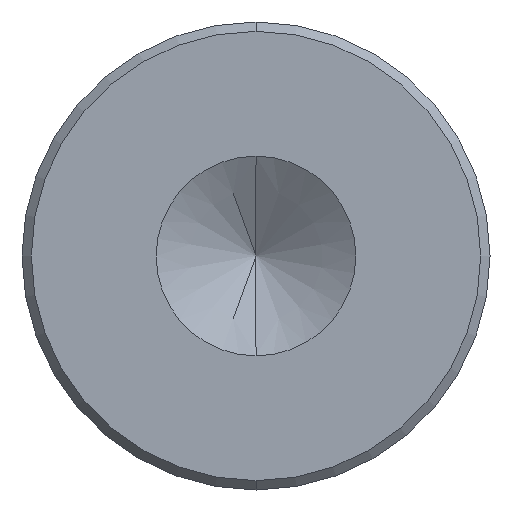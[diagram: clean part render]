
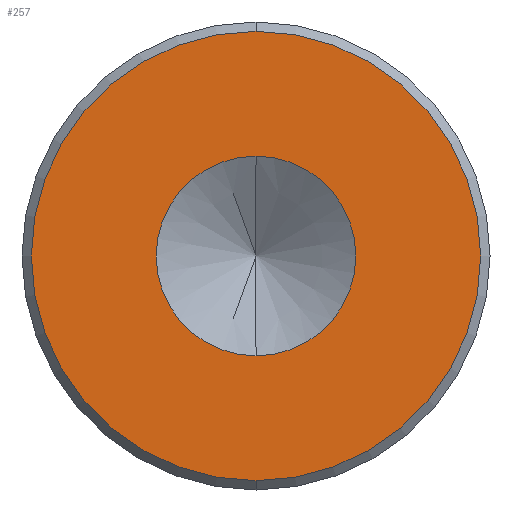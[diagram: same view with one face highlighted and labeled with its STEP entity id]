
A CAD part, front view. The second image highlights one B-rep face of the part: STEP entity #257.
In plain terms, the highlighted planar face has unit normal (0, -1, 0).
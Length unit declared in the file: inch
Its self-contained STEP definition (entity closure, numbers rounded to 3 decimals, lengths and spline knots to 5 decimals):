
#7 = EDGE_CURVE ( 'NONE', #360, #112, #334, .T. ) ;
#16 = EDGE_CURVE ( 'NONE', #380, #174, #307, .T. ) ;
#22 = AXIS2_PLACEMENT_3D ( 'NONE', #276, #270, #267 ) ;
#24 = FACE_OUTER_BOUND ( 'NONE', #463, .T. ) ;
#29 = FACE_BOUND ( 'NONE', #440, .T. ) ;
#37 = CIRCLE ( 'NONE', #22, 0.11985 ) ;
#55 = ORIENTED_EDGE ( 'NONE', *, *, #124, .F. ) ;
#73 = CARTESIAN_POINT ( 'NONE',  ( 0., 0., -0.05325 ) ) ;
#76 = DIRECTION ( 'NONE',  ( 0., -1., 0. ) ) ;
#87 = CARTESIAN_POINT ( 'NONE',  ( 0., 0., 0.11985 ) ) ;
#97 = CARTESIAN_POINT ( 'NONE',  ( 0., 0., 0. ) ) ;
#112 = VERTEX_POINT ( 'NONE', #379 ) ;
#124 = EDGE_CURVE ( 'NONE', #112, #360, #231, .T. ) ;
#174 = VERTEX_POINT ( 'NONE', #301 ) ;
#186 = AXIS2_PLACEMENT_3D ( 'NONE', #214, #204, #200 ) ;
#200 = DIRECTION ( 'NONE',  ( 0., 0., 1. ) ) ;
#201 = EDGE_CURVE ( 'NONE', #174, #380, #37, .T. ) ;
#204 = DIRECTION ( 'NONE',  ( 0., 1., 0. ) ) ;
#211 = DIRECTION ( 'NONE',  ( 0., -1., 0. ) ) ;
#214 = CARTESIAN_POINT ( 'NONE',  ( 0., 0., 0. ) ) ;
#231 = CIRCLE ( 'NONE', #378, 0.05325 ) ;
#234 = ORIENTED_EDGE ( 'NONE', *, *, #201, .T. ) ;
#248 = DIRECTION ( 'NONE',  ( 0., 0., -1. ) ) ;
#252 = PLANE ( 'NONE',  #186 ) ;
#257 = ADVANCED_FACE ( 'NONE', ( #29, #24 ), #252, .F. ) ;
#267 = DIRECTION ( 'NONE',  ( 0., 0., 1. ) ) ;
#270 = DIRECTION ( 'NONE',  ( 0., -1., 0. ) ) ;
#276 = CARTESIAN_POINT ( 'NONE',  ( 0., 0., 0. ) ) ;
#285 = AXIS2_PLACEMENT_3D ( 'NONE', #374, #405, #387 ) ;
#301 = CARTESIAN_POINT ( 'NONE',  ( 0., 0., -0.11985 ) ) ;
#307 = CIRCLE ( 'NONE', #467, 0.11985 ) ;
#334 = CIRCLE ( 'NONE', #285, 0.05325 ) ;
#358 = ORIENTED_EDGE ( 'NONE', *, *, #7, .F. ) ;
#360 = VERTEX_POINT ( 'NONE', #73 ) ;
#374 = CARTESIAN_POINT ( 'NONE',  ( 0., 0., 0. ) ) ;
#378 = AXIS2_PLACEMENT_3D ( 'NONE', #97, #211, #248 ) ;
#379 = CARTESIAN_POINT ( 'NONE',  ( 0., 0., 0.05325 ) ) ;
#380 = VERTEX_POINT ( 'NONE', #87 ) ;
#387 = DIRECTION ( 'NONE',  ( 0., 0., -1. ) ) ;
#388 = ORIENTED_EDGE ( 'NONE', *, *, #16, .T. ) ;
#405 = DIRECTION ( 'NONE',  ( 0., -1., 0. ) ) ;
#421 = DIRECTION ( 'NONE',  ( 0., 0., 1. ) ) ;
#440 = EDGE_LOOP ( 'NONE', ( #358, #55 ) ) ;
#463 = EDGE_LOOP ( 'NONE', ( #388, #234 ) ) ;
#467 = AXIS2_PLACEMENT_3D ( 'NONE', #470, #76, #421 ) ;
#470 = CARTESIAN_POINT ( 'NONE',  ( 0., 0., 0. ) ) ;
